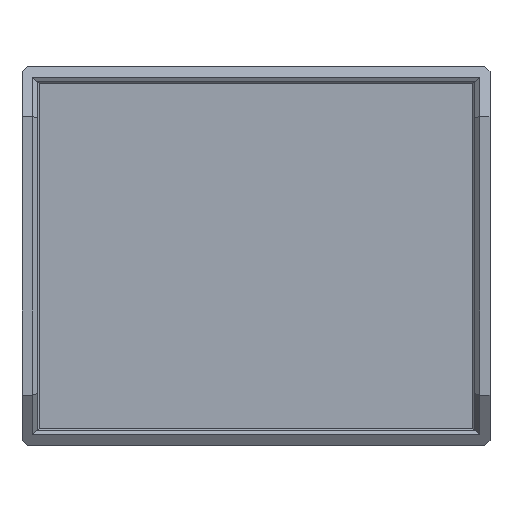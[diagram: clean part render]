
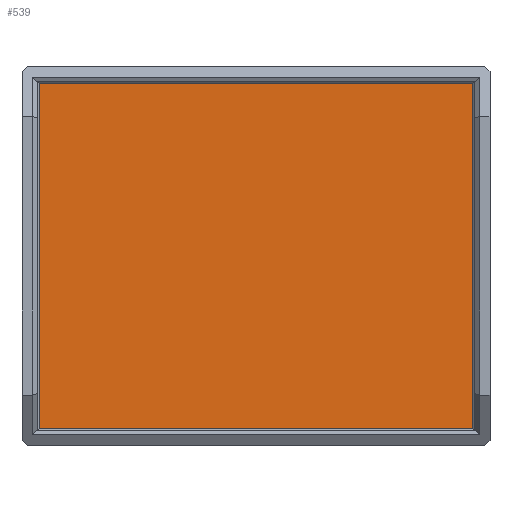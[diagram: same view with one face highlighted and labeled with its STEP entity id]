
A CAD part, top view. The second image highlights one B-rep face of the part: STEP entity #539.
In plain terms, the highlighted planar face has unit normal (0, 0, 1).
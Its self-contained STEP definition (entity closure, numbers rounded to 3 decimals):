
#21=FACE_OUTER_BOUND('',#51,.T.);
#51=EDGE_LOOP('',(#379,#380,#381,#382));
#77=LINE('',#741,#153);
#79=LINE('',#746,#155);
#84=LINE('',#754,#160);
#86=LINE('',#757,#162);
#153=VECTOR('',#601,10.);
#155=VECTOR('',#605,10.);
#160=VECTOR('',#612,10.);
#162=VECTOR('',#616,10.);
#229=VERTEX_POINT('',#738);
#230=VERTEX_POINT('',#740);
#231=VERTEX_POINT('',#744);
#232=VERTEX_POINT('',#745);
#277=EDGE_CURVE('',#229,#230,#77,.T.);
#279=EDGE_CURVE('',#231,#232,#79,.T.);
#284=EDGE_CURVE('',#232,#229,#84,.T.);
#286=EDGE_CURVE('',#230,#231,#86,.T.);
#379=ORIENTED_EDGE('',*,*,#279,.F.);
#380=ORIENTED_EDGE('',*,*,#286,.F.);
#381=ORIENTED_EDGE('',*,*,#277,.F.);
#382=ORIENTED_EDGE('',*,*,#284,.F.);
#509=PLANE('',#571);
#539=ADVANCED_FACE('',(#21),#509,.T.);
#571=AXIS2_PLACEMENT_3D('',#776,#630,#631);
#601=DIRECTION('',(1.,0.,0.));
#605=DIRECTION('',(-1.,0.,0.));
#612=DIRECTION('',(0.,1.,0.));
#616=DIRECTION('',(0.,-1.,0.));
#630=DIRECTION('center_axis',(0.,0.,1.));
#631=DIRECTION('ref_axis',(1.,0.,0.));
#738=CARTESIAN_POINT('',(-168.15,34.4,0.));
#740=CARTESIAN_POINT('',(-125.2,34.4,0.));
#741=CARTESIAN_POINT('',(-157.513,34.4,0.));
#744=CARTESIAN_POINT('',(-125.2,0.2,0.));
#745=CARTESIAN_POINT('',(-168.15,0.2,0.));
#746=CARTESIAN_POINT('',(-135.838,0.2,0.));
#754=CARTESIAN_POINT('',(-168.15,8.65,0.));
#757=CARTESIAN_POINT('',(-125.2,25.95,0.));
#776=CARTESIAN_POINT('Origin',(-146.675,17.3,0.));
